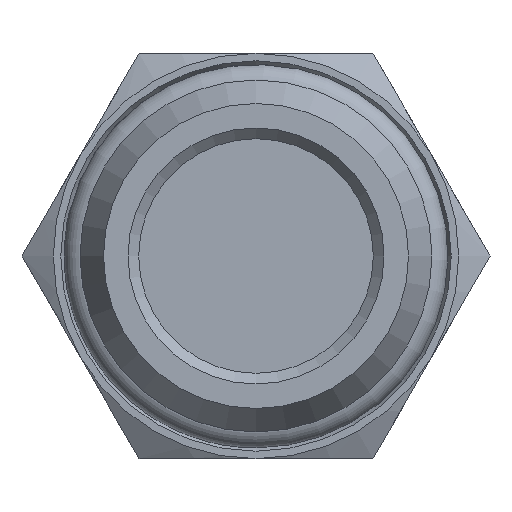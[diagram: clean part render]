
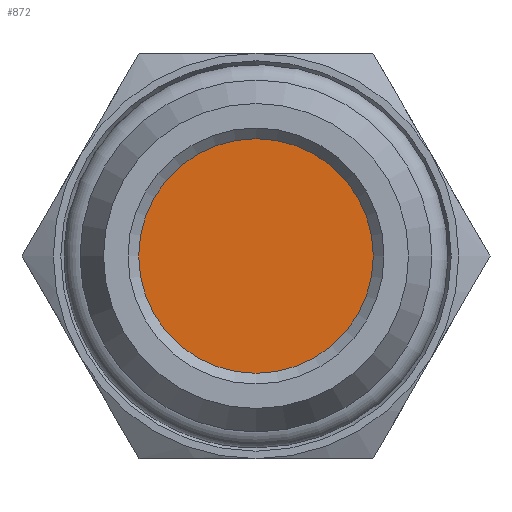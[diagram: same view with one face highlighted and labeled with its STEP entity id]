
A CAD part, front view. The second image highlights one B-rep face of the part: STEP entity #872.
In plain terms, the highlighted planar face has unit normal (0, -1, 0).
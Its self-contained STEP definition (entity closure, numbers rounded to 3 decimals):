
#123=PLANE('',#989);
#231=FACE_OUTER_BOUND('',#324,.T.);
#324=EDGE_LOOP('',(#778));
#340=CIRCLE('',#903,5.5);
#388=VERTEX_POINT('',#1280);
#464=EDGE_CURVE('',#388,#388,#340,.T.);
#778=ORIENTED_EDGE('',*,*,#464,.F.);
#872=ADVANCED_FACE('',(#231),#123,.T.);
#903=AXIS2_PLACEMENT_3D('',#1281,#1043,#1044);
#989=AXIS2_PLACEMENT_3D('',#1571,#1237,#1238);
#1043=DIRECTION('center_axis',(0.,1.,0.));
#1044=DIRECTION('ref_axis',(0.,0.,-1.));
#1237=DIRECTION('center_axis',(0.,-1.,0.));
#1238=DIRECTION('ref_axis',(0.,0.,-1.));
#1280=CARTESIAN_POINT('',(0.,1.394,-5.5));
#1281=CARTESIAN_POINT('Origin',(0.,1.394,0.));
#1571=CARTESIAN_POINT('Origin',(0.,1.394,0.));
